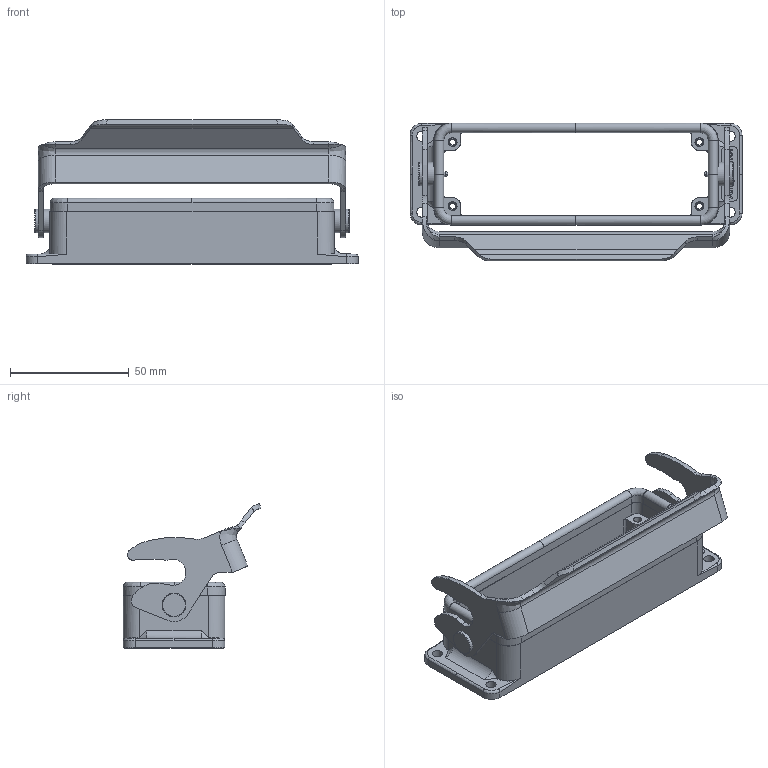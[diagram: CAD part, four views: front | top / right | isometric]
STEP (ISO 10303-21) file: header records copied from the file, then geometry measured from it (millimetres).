
FILE_DESCRIPTION(/* description */ (''),/* implementation_level */ '2;1');
FILE_NAME(/* name */ 'C146_10F024_001_1.stp',/* time_stamp */ '2018-01-19T14:25:09+01:00',/* author */ (''),/* organization */ (''),/* preprocessor_version */ 'ST-DEVELOPER v16',/* originating_system */ 'SIEMENS PLM Software NX 11.0',/* authorisation */ '');
FILE_SCHEMA (('AP203_CONFIGURATION_CONTROLLED_3D_DESIGN_OF_MECHANICAL_PARTS_AND_ASSEMBLIES_MIM_LF { 1 0 10303 403 2 1 2}'));
Length unit declared in the file: millimetre
Products named in the file (1): c146 10f024 001 1nxm001-02
Bounding box: 140 x 58.17 x 60.95 mm (x, y, z)
Volume: 47977.6 mm3; surface area: 35253.8 mm2
Topology: 1 solids, 3 shells, 609 faces, 1639 edges, 1050 vertices
Faces by surface type: plane 237, bspline 226, cylinder 118, cone 16, revolution 12
Full cylindrical faces by diameter (mm): 2.5 x4, 4.3 x4, 10 x4
Entity records: 25234 total; most frequent: CARTESIAN_POINT 6684, ORIENTED_EDGE 3196, DIRECTION 2658, EDGE_CURVE 1598, VERTEX_POINT 1041, LINE 890, VECTOR 890, AXIS2_PLACEMENT_3D 878
